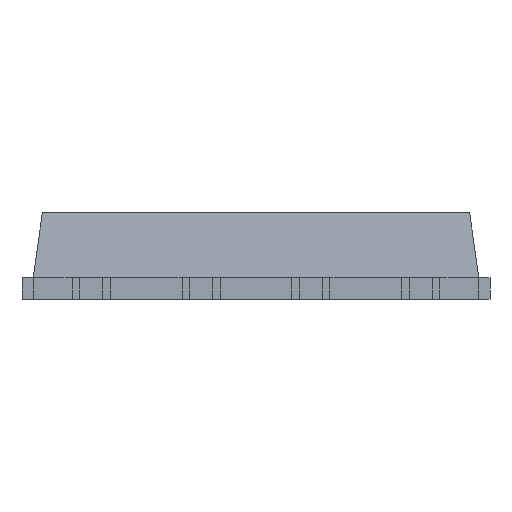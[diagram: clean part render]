
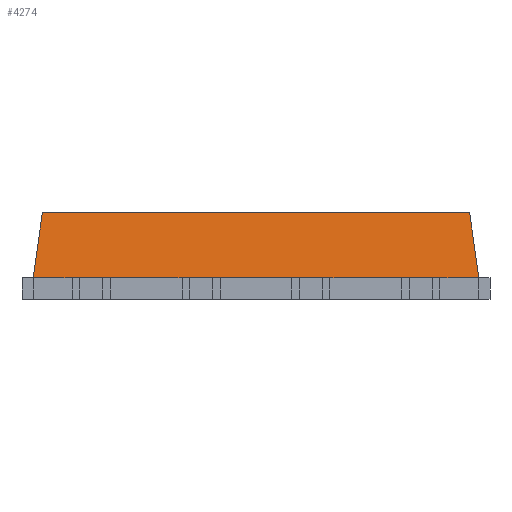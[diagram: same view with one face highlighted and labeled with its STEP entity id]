
A CAD part, front view. The second image highlights one B-rep face of the part: STEP entity #4274.
In plain terms, the highlighted planar face has unit normal (0, -0.99, 0.139).
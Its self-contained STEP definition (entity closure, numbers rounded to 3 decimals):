
#42 = LINE ( 'NONE', #1482, #3809 ) ;
#263 = LINE ( 'NONE', #1886, #17895 ) ;
#297 = EDGE_CURVE ( 'NONE', #17010, #6066, #6241, .T. ) ;
#416 = CARTESIAN_POINT ( 'NONE',  ( -2.575, -3., 0.25 ) ) ;
#813 = ORIENTED_EDGE ( 'NONE', *, *, #4657, .T. ) ;
#1016 = EDGE_CURVE ( 'NONE', #15100, #3812, #15857, .T. ) ;
#1270 = ORIENTED_EDGE ( 'NONE', *, *, #10813, .F. ) ;
#1482 = CARTESIAN_POINT ( 'NONE',  ( 0.855, -3., 0.25 ) ) ;
#1886 = CARTESIAN_POINT ( 'NONE',  ( -2.575, -3., 0.25 ) ) ;
#1897 = CARTESIAN_POINT ( 'NONE',  ( 2.125, -3., 0.25 ) ) ;
#2010 = DIRECTION ( 'NONE',  ( 0., 0.139, 0.99 ) ) ;
#2135 = LINE ( 'NONE', #15639, #15197 ) ;
#2277 = DIRECTION ( 'NONE',  ( -1., 0., 0. ) ) ;
#2507 = VECTOR ( 'NONE', #4379, 1000. ) ;
#2862 = ORIENTED_EDGE ( 'NONE', *, *, #297, .T. ) ;
#2867 = VERTEX_POINT ( 'NONE', #18515 ) ;
#3101 = CARTESIAN_POINT ( 'NONE',  ( -0.855, -3., 0.25 ) ) ;
#3140 = ORIENTED_EDGE ( 'NONE', *, *, #9417, .T. ) ;
#3193 = EDGE_CURVE ( 'NONE', #17010, #4314, #15596, .T. ) ;
#3237 = ORIENTED_EDGE ( 'NONE', *, *, #16864, .F. ) ;
#3369 = DIRECTION ( 'NONE',  ( 1., 0., 0. ) ) ;
#3501 = VERTEX_POINT ( 'NONE', #6274 ) ;
#3765 = CARTESIAN_POINT ( 'NONE',  ( -2.575, -3., 0.25 ) ) ;
#3809 = VECTOR ( 'NONE', #14510, 1000. ) ;
#3812 = VERTEX_POINT ( 'NONE', #6816 ) ;
#3825 = LINE ( 'NONE', #9763, #17433 ) ;
#3839 = CARTESIAN_POINT ( 'NONE',  ( -2.125, -3., 0.25 ) ) ;
#4102 = LINE ( 'NONE', #10050, #15566 ) ;
#4123 = ORIENTED_EDGE ( 'NONE', *, *, #11183, .T. ) ;
#4274 = ADVANCED_FACE ( 'NONE', ( #9424 ), #6889, .F. ) ;
#4314 = VERTEX_POINT ( 'NONE', #7074 ) ;
#4379 = DIRECTION ( 'NONE',  ( 1., 0., 0. ) ) ;
#4657 = EDGE_CURVE ( 'NONE', #9935, #4314, #4102, .T. ) ;
#4743 = LINE ( 'NONE', #7574, #19059 ) ;
#5772 = VERTEX_POINT ( 'NONE', #15381 ) ;
#6002 = EDGE_LOOP ( 'NONE', ( #16911, #1270, #813, #17476, #2862, #6262, #16655, #14395, #3140, #9002, #4123, #3237 ) ) ;
#6066 = VERTEX_POINT ( 'NONE', #3101 ) ;
#6241 = LINE ( 'NONE', #416, #8650 ) ;
#6262 = ORIENTED_EDGE ( 'NONE', *, *, #18728, .F. ) ;
#6274 = CARTESIAN_POINT ( 'NONE',  ( 0.855, -3., 0.25 ) ) ;
#6816 = CARTESIAN_POINT ( 'NONE',  ( 0.415, -3., 0.25 ) ) ;
#6889 = PLANE ( 'NONE',  #14305 ) ;
#6922 = LINE ( 'NONE', #11495, #15416 ) ;
#7066 = CARTESIAN_POINT ( 'NONE',  ( -0.415, -3., 0.25 ) ) ;
#7074 = CARTESIAN_POINT ( 'NONE',  ( -2.125, -3., 0.25 ) ) ;
#7574 = CARTESIAN_POINT ( 'NONE',  ( -2.575, -3., 0.25 ) ) ;
#7835 = DIRECTION ( 'NONE',  ( 1., 0., 0. ) ) ;
#8063 = CARTESIAN_POINT ( 'NONE',  ( 1.685, -3., 0.25 ) ) ;
#8090 = EDGE_CURVE ( 'NONE', #5772, #2867, #15838, .T. ) ;
#8264 = LINE ( 'NONE', #15731, #10577 ) ;
#8473 = CARTESIAN_POINT ( 'NONE',  ( -2.575, -2.895, 1. ) ) ;
#8650 = VECTOR ( 'NONE', #18049, 1000. ) ;
#9002 = ORIENTED_EDGE ( 'NONE', *, *, #13228, .F. ) ;
#9255 = CARTESIAN_POINT ( 'NONE',  ( -2.575, -3., 0.25 ) ) ;
#9417 = EDGE_CURVE ( 'NONE', #3501, #11049, #4743, .T. ) ;
#9424 = FACE_OUTER_BOUND ( 'NONE', #6002, .T. ) ;
#9763 = CARTESIAN_POINT ( 'NONE',  ( -0.855, -3., 0.25 ) ) ;
#9935 = VERTEX_POINT ( 'NONE', #9255 ) ;
#10050 = CARTESIAN_POINT ( 'NONE',  ( -2.575, -3., 0.25 ) ) ;
#10577 = VECTOR ( 'NONE', #14195, 1000. ) ;
#10813 = EDGE_CURVE ( 'NONE', #9935, #5772, #6922, .T. ) ;
#11049 = VERTEX_POINT ( 'NONE', #8063 ) ;
#11050 = VECTOR ( 'NONE', #2277, 1000. ) ;
#11183 = EDGE_CURVE ( 'NONE', #18224, #15076, #263, .T. ) ;
#11335 = DIRECTION ( 'NONE',  ( -1., 0., 0. ) ) ;
#11495 = CARTESIAN_POINT ( 'NONE',  ( -2.461, -2.886, 1.061 ) ) ;
#13228 = EDGE_CURVE ( 'NONE', #18224, #11049, #2135, .T. ) ;
#14195 = DIRECTION ( 'NONE',  ( 0.138, -0.138, -0.981 ) ) ;
#14305 = AXIS2_PLACEMENT_3D ( 'NONE', #3765, #15329, #2010 ) ;
#14395 = ORIENTED_EDGE ( 'NONE', *, *, #18758, .F. ) ;
#14510 = DIRECTION ( 'NONE',  ( -1., 0., 0. ) ) ;
#14600 = CARTESIAN_POINT ( 'NONE',  ( -2.575, -3., 0.25 ) ) ;
#14815 = VECTOR ( 'NONE', #18796, 1000. ) ;
#15076 = VERTEX_POINT ( 'NONE', #18486 ) ;
#15100 = VERTEX_POINT ( 'NONE', #7066 ) ;
#15197 = VECTOR ( 'NONE', #15456, 1000. ) ;
#15329 = DIRECTION ( 'NONE',  ( 0., 0.99, -0.139 ) ) ;
#15381 = CARTESIAN_POINT ( 'NONE',  ( -2.47, -2.895, 1. ) ) ;
#15416 = VECTOR ( 'NONE', #18620, 1000. ) ;
#15422 = CARTESIAN_POINT ( 'NONE',  ( -1.685, -3., 0.25 ) ) ;
#15456 = DIRECTION ( 'NONE',  ( -1., 0., 0. ) ) ;
#15566 = VECTOR ( 'NONE', #18641, 1000. ) ;
#15596 = LINE ( 'NONE', #3839, #11050 ) ;
#15639 = CARTESIAN_POINT ( 'NONE',  ( 2.125, -3., 0.25 ) ) ;
#15731 = CARTESIAN_POINT ( 'NONE',  ( 2.461, -2.886, 1.061 ) ) ;
#15838 = LINE ( 'NONE', #8473, #14815 ) ;
#15857 = LINE ( 'NONE', #14600, #2507 ) ;
#16655 = ORIENTED_EDGE ( 'NONE', *, *, #1016, .T. ) ;
#16864 = EDGE_CURVE ( 'NONE', #2867, #15076, #8264, .T. ) ;
#16911 = ORIENTED_EDGE ( 'NONE', *, *, #8090, .F. ) ;
#17010 = VERTEX_POINT ( 'NONE', #15422 ) ;
#17433 = VECTOR ( 'NONE', #11335, 1000. ) ;
#17476 = ORIENTED_EDGE ( 'NONE', *, *, #3193, .F. ) ;
#17895 = VECTOR ( 'NONE', #7835, 1000. ) ;
#18049 = DIRECTION ( 'NONE',  ( 1., 0., 0. ) ) ;
#18224 = VERTEX_POINT ( 'NONE', #1897 ) ;
#18486 = CARTESIAN_POINT ( 'NONE',  ( 2.575, -3., 0.25 ) ) ;
#18515 = CARTESIAN_POINT ( 'NONE',  ( 2.47, -2.895, 1. ) ) ;
#18620 = DIRECTION ( 'NONE',  ( 0.138, 0.138, 0.981 ) ) ;
#18641 = DIRECTION ( 'NONE',  ( 1., 0., 0. ) ) ;
#18728 = EDGE_CURVE ( 'NONE', #15100, #6066, #3825, .T. ) ;
#18758 = EDGE_CURVE ( 'NONE', #3501, #3812, #42, .T. ) ;
#18796 = DIRECTION ( 'NONE',  ( 1., 0., 0. ) ) ;
#19059 = VECTOR ( 'NONE', #3369, 1000. ) ;
